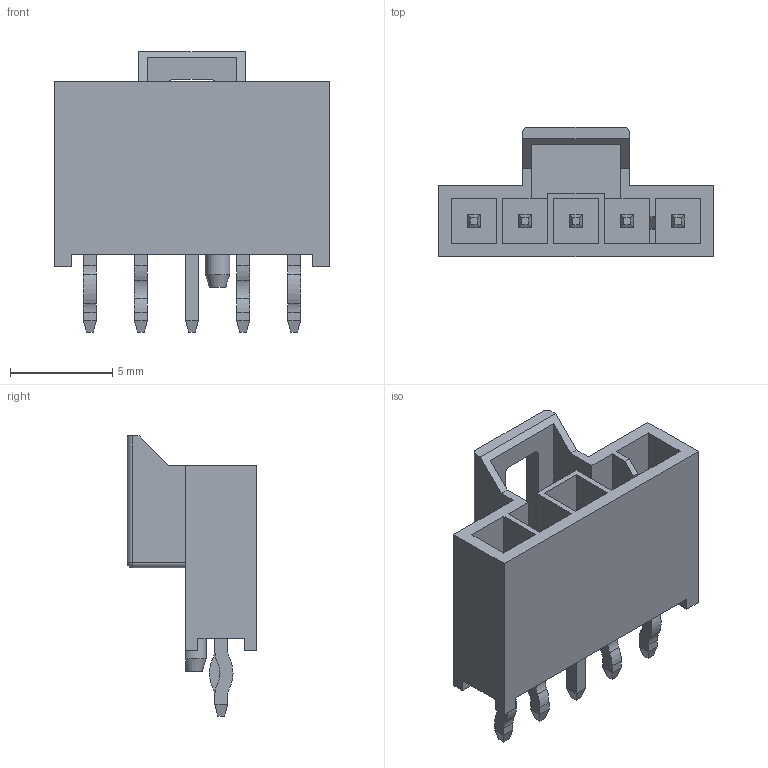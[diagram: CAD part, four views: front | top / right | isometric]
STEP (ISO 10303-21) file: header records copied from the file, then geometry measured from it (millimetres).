
FILE_DESCRIPTION(('FreeCAD Model'),'2;1');
FILE_NAME( '1053091105_2.step', '2022-02-08T19:31:13',('Author'),(''), 'Open CASCADE STEP processor 7.3','FreeCAD','Unknown');
FILE_SCHEMA(('AUTOMOTIVE_DESIGN { 1 0 10303 214 1 1 1 1 }'));
Length unit declared in the file: millimetre
Products named in the file (1): 1
Bounding box: 13.44 x 6.34 x 13.71 mm (x, y, z)
Volume: 288.8 mm3; surface area: 866.9 mm2
Topology: 1 solids, 1 shells, 195 faces, 501 edges, 318 vertices
Faces by surface type: plane 159, cylinder 33, sphere 2, cone 1
Entity records: 12631 total; most frequent: CARTESIAN_POINT 2417, DIRECTION 1923, LINE 1364, VECTOR 1364, ORIENTED_EDGE 1002, PCURVE 1002, DEFINITIONAL_REPRESENTATION 1002, EDGE_CURVE 501
